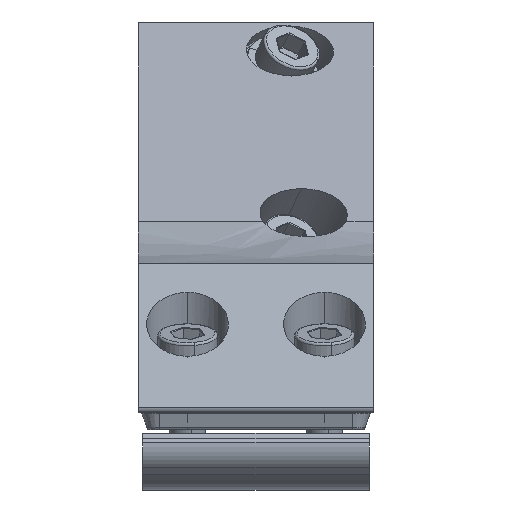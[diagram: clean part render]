
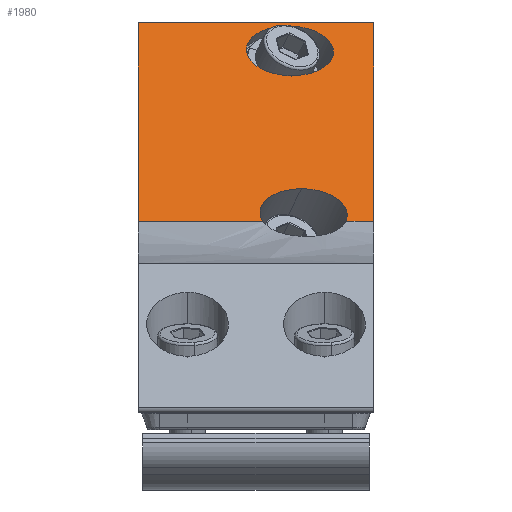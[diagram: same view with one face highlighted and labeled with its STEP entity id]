
A CAD part, left-side view. The second image highlights one B-rep face of the part: STEP entity #1980.
In plain terms, the highlighted planar face has unit normal (-0.602, 0, 0.799).
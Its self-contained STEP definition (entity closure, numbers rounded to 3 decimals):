
#182 =( BOUNDED_CURVE ( )  B_SPLINE_CURVE ( 3, ( #8865, #2564, #12972, #7868 ),
 .UNSPECIFIED., .F., .F. ) 
 B_SPLINE_CURVE_WITH_KNOTS ( ( 4, 4 ),
 ( 1.961, 5.102 ),
 .UNSPECIFIED. ) 
 CURVE ( )  GEOMETRIC_REPRESENTATION_ITEM ( )  RATIONAL_B_SPLINE_CURVE ( ( 1., 0.333, 0.333, 1. ) ) 
 REPRESENTATION_ITEM ( '' )  );
#278 = CARTESIAN_POINT ( 'NONE',  ( 26.664, 4.677, -8.846 ) ) ;
#561 = CARTESIAN_POINT ( 'NONE',  ( 26.664, 0., -8.846 ) ) ;
#609 = CARTESIAN_POINT ( 'NONE',  ( 70.909, 39.5, 24.495 ) ) ;
#743 = CARTESIAN_POINT ( 'NONE',  ( 26.664, 18.585, -8.846 ) ) ;
#925 = VERTEX_POINT ( 'NONE', #609 ) ;
#955 = CARTESIAN_POINT ( 'NONE',  ( 26.664, 0., -8.846 ) ) ;
#992 = VECTOR ( 'NONE', #10238, 1000. ) ;
#1249 = ORIENTED_EDGE ( 'NONE', *, *, #7223, .F. ) ;
#1296 = EDGE_CURVE ( 'NONE', #8218, #8029, #9196, .T. ) ;
#1654 = DIRECTION ( 'NONE',  ( -0.799, 0., -0.602 ) ) ;
#1826 = CARTESIAN_POINT ( 'NONE',  ( 70.223, 14.393, 23.978 ) ) ;
#1898 = LINE ( 'NONE', #955, #10895 ) ;
#1980 = ADVANCED_FACE ( 'NONE', ( #2525, #5689 ), #10759, .F. ) ;
#2120 = CARTESIAN_POINT ( 'NONE',  ( 70.909, 39.5, 24.495 ) ) ;
#2137 = EDGE_CURVE ( 'NONE', #4218, #2688, #11495, .T. ) ;
#2174 = DIRECTION ( 'NONE',  ( 0., -1., 0. ) ) ;
#2525 = FACE_BOUND ( 'NONE', #11183, .T. ) ;
#2564 = CARTESIAN_POINT ( 'NONE',  ( 70.223, 29.026, 23.978 ) ) ;
#2688 = VERTEX_POINT ( 'NONE', #1826 ) ;
#2860 = CARTESIAN_POINT ( 'NONE',  ( 33.931, 12.092, -3.37 ) ) ;
#2943 = ORIENTED_EDGE ( 'NONE', *, *, #3695, .F. ) ;
#2997 = CARTESIAN_POINT ( 'NONE',  ( 33.931, 17.54, -3.37 ) ) ;
#3029 = ORIENTED_EDGE ( 'NONE', *, *, #7173, .F. ) ;
#3037 = DIRECTION ( 'NONE',  ( 0.799, 0., 0.602 ) ) ;
#3436 = EDGE_CURVE ( 'NONE', #13131, #5626, #11757, .T. ) ;
#3496 = CARTESIAN_POINT ( 'NONE',  ( 26.664, 39.5, -8.846 ) ) ;
#3683 = EDGE_CURVE ( 'NONE', #2688, #4218, #182, .T. ) ;
#3695 = EDGE_CURVE ( 'NONE', #8218, #13131, #5770, .T. ) ;
#3751 = DIRECTION ( 'NONE',  ( 0.602, 0., -0.799 ) ) ;
#3952 = CARTESIAN_POINT ( 'NONE',  ( 26.664, 18.585, -8.846 ) ) ;
#4218 = VERTEX_POINT ( 'NONE', #5158 ) ;
#4348 = CARTESIAN_POINT ( 'NONE',  ( 70.223, -0.239, 23.978 ) ) ;
#4371 = VERTEX_POINT ( 'NONE', #9413 ) ;
#4628 = VECTOR ( 'NONE', #2174, 1000. ) ;
#5020 = CARTESIAN_POINT ( 'NONE',  ( 30.589, 20.526, -5.889 ) ) ;
#5040 = ORIENTED_EDGE ( 'NONE', *, *, #1296, .T. ) ;
#5063 = CARTESIAN_POINT ( 'NONE',  ( 26.664, 39.5, -8.846 ) ) ;
#5158 = CARTESIAN_POINT ( 'NONE',  ( 59.134, 13.69, 15.622 ) ) ;
#5542 = CARTESIAN_POINT ( 'NONE',  ( 30.589, 3.233, -5.889 ) ) ;
#5626 = VERTEX_POINT ( 'NONE', #743 ) ;
#5630 = AXIS2_PLACEMENT_3D ( 'NONE', #8828, #3751, #1654 ) ;
#5689 = FACE_OUTER_BOUND ( 'NONE', #9639, .T. ) ;
#5770 =( BOUNDED_CURVE ( )  B_SPLINE_CURVE ( 3, ( #6654, #5542, #11975, #10738 ),
 .UNSPECIFIED., .F., .F. ) 
 B_SPLINE_CURVE_WITH_KNOTS ( ( 4, 4 ),
 ( 0.074, 1.961 ),
 .UNSPECIFIED. ) 
 CURVE ( )  GEOMETRIC_REPRESENTATION_ITEM ( )  RATIONAL_B_SPLINE_CURVE ( ( 1., 0.725, 0.725, 1. ) ) 
 REPRESENTATION_ITEM ( '' )  );
#6081 = LINE ( 'NONE', #2120, #4628 ) ;
#6088 = VECTOR ( 'NONE', #7048, 1000. ) ;
#6181 = ORIENTED_EDGE ( 'NONE', *, *, #12309, .T. ) ;
#6654 = CARTESIAN_POINT ( 'NONE',  ( 26.664, 4.677, -8.846 ) ) ;
#7048 = DIRECTION ( 'NONE',  ( 0., -1., 0. ) ) ;
#7141 = VECTOR ( 'NONE', #9663, 1000. ) ;
#7173 = EDGE_CURVE ( 'NONE', #4371, #925, #10099, .T. ) ;
#7223 = EDGE_CURVE ( 'NONE', #925, #8158, #6081, .T. ) ;
#7408 = CARTESIAN_POINT ( 'NONE',  ( 59.134, 13.69, 15.622 ) ) ;
#7868 = CARTESIAN_POINT ( 'NONE',  ( 59.134, 13.69, 15.622 ) ) ;
#8029 = VERTEX_POINT ( 'NONE', #561 ) ;
#8109 = ORIENTED_EDGE ( 'NONE', *, *, #9712, .T. ) ;
#8158 = VERTEX_POINT ( 'NONE', #12994 ) ;
#8218 = VERTEX_POINT ( 'NONE', #278 ) ;
#8828 = CARTESIAN_POINT ( 'NONE',  ( 26.664, 39.5, -8.846 ) ) ;
#8865 = CARTESIAN_POINT ( 'NONE',  ( 70.223, 14.393, 23.978 ) ) ;
#9196 = LINE ( 'NONE', #5063, #6088 ) ;
#9413 = CARTESIAN_POINT ( 'NONE',  ( 26.664, 39.5, -8.846 ) ) ;
#9639 = EDGE_LOOP ( 'NONE', ( #2943, #5040, #6181, #1249, #3029, #8109, #12386 ) ) ;
#9663 = DIRECTION ( 'NONE',  ( 0., -1., 0. ) ) ;
#9712 = EDGE_CURVE ( 'NONE', #4371, #5626, #12667, .T. ) ;
#10099 = LINE ( 'NONE', #12375, #992 ) ;
#10114 = ORIENTED_EDGE ( 'NONE', *, *, #2137, .F. ) ;
#10238 = DIRECTION ( 'NONE',  ( 0.799, 0., 0.602 ) ) ;
#10489 = CARTESIAN_POINT ( 'NONE',  ( 70.223, 14.393, 23.978 ) ) ;
#10738 = CARTESIAN_POINT ( 'NONE',  ( 33.931, 12.092, -3.37 ) ) ;
#10759 = PLANE ( 'NONE',  #5630 ) ;
#10895 = VECTOR ( 'NONE', #3037, 1000. ) ;
#10926 = CARTESIAN_POINT ( 'NONE',  ( 33.931, 12.092, -3.37 ) ) ;
#11183 = EDGE_LOOP ( 'NONE', ( #11265, #10114 ) ) ;
#11265 = ORIENTED_EDGE ( 'NONE', *, *, #3683, .F. ) ;
#11323 = CARTESIAN_POINT ( 'NONE',  ( 59.134, -0.942, 15.622 ) ) ;
#11495 =( BOUNDED_CURVE ( )  B_SPLINE_CURVE ( 3, ( #7408, #11323, #4348, #10489 ),
 .UNSPECIFIED., .F., .F. ) 
 B_SPLINE_CURVE_WITH_KNOTS ( ( 4, 4 ),
 ( 5.102, 8.244 ),
 .UNSPECIFIED. ) 
 CURVE ( )  GEOMETRIC_REPRESENTATION_ITEM ( )  RATIONAL_B_SPLINE_CURVE ( ( 1., 0.333, 0.333, 1. ) ) 
 REPRESENTATION_ITEM ( '' )  );
#11757 =( BOUNDED_CURVE ( )  B_SPLINE_CURVE ( 3, ( #2860, #2997, #5020, #3952 ),
 .UNSPECIFIED., .F., .F. ) 
 B_SPLINE_CURVE_WITH_KNOTS ( ( 4, 4 ),
 ( 1.961, 3.847 ),
 .UNSPECIFIED. ) 
 CURVE ( )  GEOMETRIC_REPRESENTATION_ITEM ( )  RATIONAL_B_SPLINE_CURVE ( ( 1., 0.725, 0.725, 1. ) ) 
 REPRESENTATION_ITEM ( '' )  );
#11975 = CARTESIAN_POINT ( 'NONE',  ( 33.931, 6.643, -3.37 ) ) ;
#12309 = EDGE_CURVE ( 'NONE', #8029, #8158, #1898, .T. ) ;
#12375 = CARTESIAN_POINT ( 'NONE',  ( 26.664, 39.5, -8.846 ) ) ;
#12386 = ORIENTED_EDGE ( 'NONE', *, *, #3436, .F. ) ;
#12667 = LINE ( 'NONE', #3496, #7141 ) ;
#12972 = CARTESIAN_POINT ( 'NONE',  ( 59.134, 28.323, 15.622 ) ) ;
#12994 = CARTESIAN_POINT ( 'NONE',  ( 70.909, 0., 24.495 ) ) ;
#13131 = VERTEX_POINT ( 'NONE', #10926 ) ;
